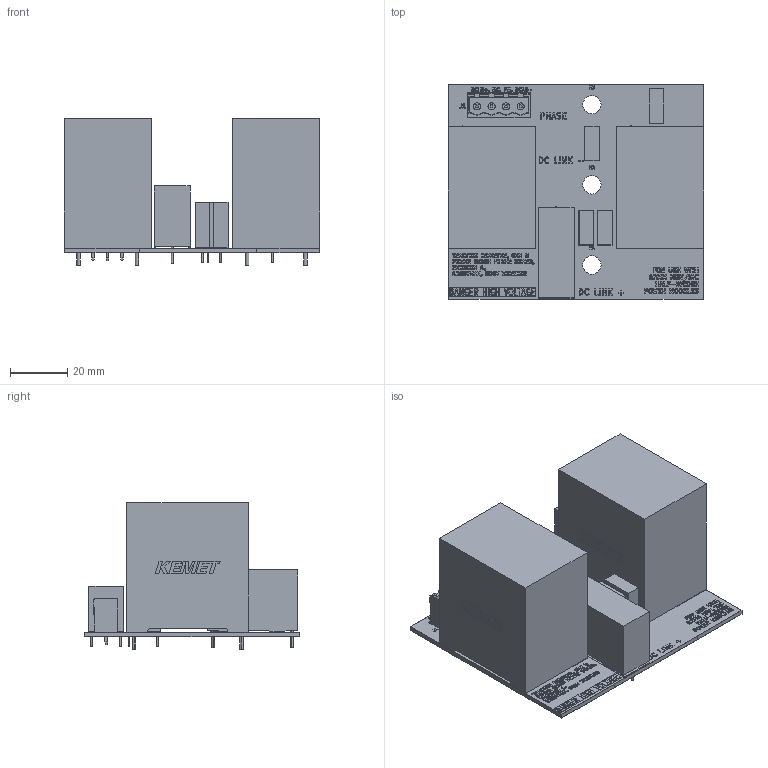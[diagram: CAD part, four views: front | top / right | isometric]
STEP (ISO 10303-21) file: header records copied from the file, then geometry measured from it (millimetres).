
FILE_DESCRIPTION(('KiCad electronic assembly'),'2;1');
FILE_NAME('DCBusFilter.step','2026-01-24T17:41:18',('Pcbnew'),('Kicad'), 'Open CASCADE STEP processor 7.9','KiCad to STEP converter','Unknown' );
FILE_SCHEMA(('AUTOMOTIVE_DESIGN { 1 0 10303 214 1 1 1 1 }'));
Length unit declared in the file: millimetre
Products named in the file (10): DCBusFilter 1; C4AQNBW5200M3LJ; B32774X0205K000; VY1222M47Y5UQ6TV0; Body; Leads; TBP01R2-508-04BE; DCBusFilter_silkscreen; DCBusFilter_soldermask; DCBusFilter_PCB
Assembly tree (14 placements, depth 3):
  DCBusFilter 1
    C4AQNBW5200M3LJ  x2
    B32774X0205K000
    VY1222M47Y5UQ6TV0  x4
      Body
      Leads
    TBP01R2-508-04BE
    DCBusFilter_silkscreen
    DCBusFilter_soldermask
    DCBusFilter_PCB
Bounding box: 89.25 x 75 x 51.2 mm (x, y, z)
Volume: 137329.6 mm3; surface area: 50744.2 mm2
Topology: 33 solids, 248 shells, 719 faces, 5557 edges, 5131 vertices
Faces by surface type: plane 604, cylinder 103, bspline 8, cone 4
Full cylindrical faces by diameter (mm): 0.65 x16, 0.85 x8, 1 x2, 1.4 x8, 1.6 x4, 6.4 x3
Entity records: 51834 total; most frequent: CARTESIAN_POINT 10984, DIRECTION 7443, ORIENTED_EDGE 6115, EDGE_CURVE 5246, VERTEX_POINT 4929, LINE 4139, VECTOR 4139, AXIS2_PLACEMENT_3D 1652
